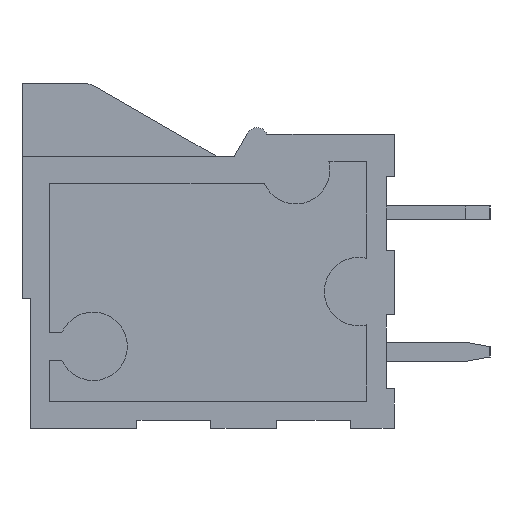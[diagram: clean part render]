
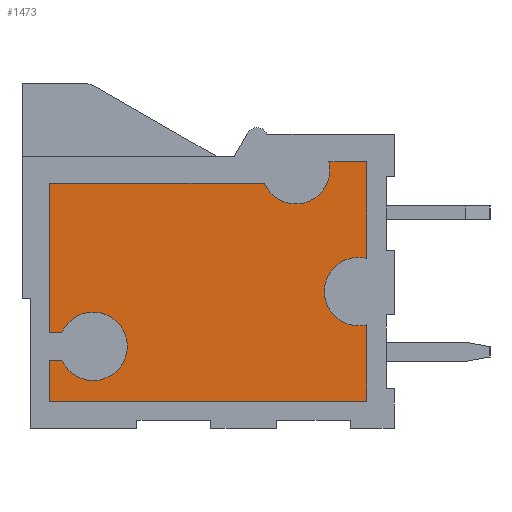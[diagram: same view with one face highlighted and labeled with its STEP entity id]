
A CAD part, left-side view. The second image highlights one B-rep face of the part: STEP entity #1473.
In plain terms, the highlighted planar face has unit normal (-1, 0, 0).
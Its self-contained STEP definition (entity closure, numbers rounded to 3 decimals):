
#71 = EDGE_CURVE('',#72,#74,#76,.T.);
#72 = VERTEX_POINT('',#73);
#73 = CARTESIAN_POINT('',(1.5,12.146,-10.1));
#74 = VERTEX_POINT('',#75);
#75 = CARTESIAN_POINT('',(1.5,11.,-10.85));
#76 = CIRCLE('',#77,1.25);
#77 = AXIS2_PLACEMENT_3D('',#78,#79,#80);
#78 = CARTESIAN_POINT('',(1.5,11.,-9.6));
#79 = DIRECTION('',(-1.,0.,0.));
#80 = DIRECTION('',(0.,0.,1.));
#114 = EDGE_CURVE('',#74,#115,#117,.T.);
#115 = VERTEX_POINT('',#116);
#116 = CARTESIAN_POINT('',(1.5,11.,-8.35));
#117 = CIRCLE('',#118,1.25);
#118 = AXIS2_PLACEMENT_3D('',#119,#120,#121);
#119 = CARTESIAN_POINT('',(1.5,11.,-9.6));
#120 = DIRECTION('',(-1.,0.,0.));
#121 = DIRECTION('',(0.,0.,1.));
#146 = EDGE_CURVE('',#147,#149,#151,.T.);
#147 = VERTEX_POINT('',#148);
#148 = CARTESIAN_POINT('',(1.5,1.3,-6.35));
#149 = VERTEX_POINT('',#150);
#150 = CARTESIAN_POINT('',(1.5,1.3,-8.85));
#151 = CIRCLE('',#152,1.25);
#152 = AXIS2_PLACEMENT_3D('',#153,#154,#155);
#153 = CARTESIAN_POINT('',(1.5,1.3,-7.6));
#154 = DIRECTION('',(-1.,0.,0.));
#155 = DIRECTION('',(0.,0.,1.));
#188 = EDGE_CURVE('',#189,#147,#191,.T.);
#189 = VERTEX_POINT('',#190);
#190 = CARTESIAN_POINT('',(1.5,1.,-6.387));
#191 = CIRCLE('',#192,1.25);
#192 = AXIS2_PLACEMENT_3D('',#193,#194,#195);
#193 = CARTESIAN_POINT('',(1.5,1.3,-7.6));
#194 = DIRECTION('',(-1.,0.,0.));
#195 = DIRECTION('',(0.,0.,1.));
#1201 = EDGE_CURVE('',#149,#1202,#1204,.T.);
#1202 = VERTEX_POINT('',#1203);
#1203 = CARTESIAN_POINT('',(1.5,1.,-8.813));
#1204 = CIRCLE('',#1205,1.25);
#1205 = AXIS2_PLACEMENT_3D('',#1206,#1207,#1208);
#1206 = CARTESIAN_POINT('',(1.5,1.3,-7.6));
#1207 = DIRECTION('',(-1.,0.,0.));
#1208 = DIRECTION('',(0.,0.,1.));
#1227 = EDGE_CURVE('',#1228,#1202,#1230,.T.);
#1228 = VERTEX_POINT('',#1229);
#1229 = CARTESIAN_POINT('',(1.5,1.,-11.6));
#1230 = LINE('',#1231,#1232);
#1231 = CARTESIAN_POINT('',(1.5,1.,0.));
#1232 = VECTOR('',#1233,1.);
#1233 = DIRECTION('',(0.,0.,1.));
#1251 = EDGE_CURVE('',#1252,#1228,#1254,.T.);
#1252 = VERTEX_POINT('',#1253);
#1253 = CARTESIAN_POINT('',(1.5,12.6,-11.6));
#1254 = LINE('',#1255,#1256);
#1255 = CARTESIAN_POINT('',(1.5,0.,-11.6));
#1256 = VECTOR('',#1257,1.);
#1257 = DIRECTION('',(0.,-1.,0.));
#1275 = EDGE_CURVE('',#1252,#1276,#1278,.T.);
#1276 = VERTEX_POINT('',#1277);
#1277 = CARTESIAN_POINT('',(1.5,12.6,-10.1));
#1278 = LINE('',#1279,#1280);
#1279 = CARTESIAN_POINT('',(1.5,12.6,0.));
#1280 = VECTOR('',#1281,1.);
#1281 = DIRECTION('',(0.,0.,1.));
#1299 = EDGE_CURVE('',#1276,#72,#1300,.T.);
#1300 = LINE('',#1301,#1302);
#1301 = CARTESIAN_POINT('',(1.5,0.,-10.1));
#1302 = VECTOR('',#1303,1.);
#1303 = DIRECTION('',(0.,-1.,0.));
#1315 = EDGE_CURVE('',#115,#1316,#1318,.T.);
#1316 = VERTEX_POINT('',#1317);
#1317 = CARTESIAN_POINT('',(1.5,12.146,-9.1));
#1318 = CIRCLE('',#1319,1.25);
#1319 = AXIS2_PLACEMENT_3D('',#1320,#1321,#1322);
#1320 = CARTESIAN_POINT('',(1.5,11.,-9.6));
#1321 = DIRECTION('',(-1.,0.,0.));
#1322 = DIRECTION('',(0.,0.,1.));
#1341 = EDGE_CURVE('',#1342,#1316,#1344,.T.);
#1342 = VERTEX_POINT('',#1343);
#1343 = CARTESIAN_POINT('',(1.5,12.6,-9.1));
#1344 = LINE('',#1345,#1346);
#1345 = CARTESIAN_POINT('',(1.5,0.,-9.1));
#1346 = VECTOR('',#1347,1.);
#1347 = DIRECTION('',(0.,-1.,0.));
#1365 = EDGE_CURVE('',#1342,#1366,#1368,.T.);
#1366 = VERTEX_POINT('',#1367);
#1367 = CARTESIAN_POINT('',(1.5,12.6,-3.65));
#1368 = LINE('',#1369,#1370);
#1369 = CARTESIAN_POINT('',(1.5,12.6,0.));
#1370 = VECTOR('',#1371,1.);
#1371 = DIRECTION('',(0.,0.,1.));
#1389 = EDGE_CURVE('',#1390,#1366,#1392,.T.);
#1390 = VERTEX_POINT('',#1391);
#1391 = CARTESIAN_POINT('',(1.5,4.746,-3.65));
#1392 = LINE('',#1393,#1394);
#1393 = CARTESIAN_POINT('',(1.5,0.,-3.65));
#1394 = VECTOR('',#1395,1.);
#1395 = DIRECTION('',(0.,1.,0.));
#1413 = EDGE_CURVE('',#1390,#1414,#1416,.T.);
#1414 = VERTEX_POINT('',#1415);
#1415 = CARTESIAN_POINT('',(1.5,2.387,-2.85));
#1416 = CIRCLE('',#1417,1.25);
#1417 = AXIS2_PLACEMENT_3D('',#1418,#1419,#1420);
#1418 = CARTESIAN_POINT('',(1.5,3.6,-3.15));
#1419 = DIRECTION('',(-1.,0.,0.));
#1420 = DIRECTION('',(0.,0.,1.));
#1438 = EDGE_CURVE('',#1414,#1439,#1441,.T.);
#1439 = VERTEX_POINT('',#1440);
#1440 = CARTESIAN_POINT('',(1.5,1.,-2.85));
#1441 = LINE('',#1442,#1443);
#1442 = CARTESIAN_POINT('',(1.5,0.,-2.85));
#1443 = VECTOR('',#1444,1.);
#1444 = DIRECTION('',(0.,-1.,0.));
#1462 = EDGE_CURVE('',#189,#1439,#1463,.T.);
#1463 = LINE('',#1464,#1465);
#1464 = CARTESIAN_POINT('',(1.5,1.,0.));
#1465 = VECTOR('',#1466,1.);
#1466 = DIRECTION('',(0.,0.,1.));
#1473 = ADVANCED_FACE('',(#1474),#1492,.T.);
#1474 = FACE_BOUND('',#1475,.T.);
#1475 = EDGE_LOOP('',(#1476,#1477,#1478,#1479,#1480,#1481,#1482,#1483,
    #1484,#1485,#1486,#1487,#1488,#1489,#1490,#1491));
#1476 = ORIENTED_EDGE('',*,*,#188,.F.);
#1477 = ORIENTED_EDGE('',*,*,#1462,.T.);
#1478 = ORIENTED_EDGE('',*,*,#1438,.F.);
#1479 = ORIENTED_EDGE('',*,*,#1413,.F.);
#1480 = ORIENTED_EDGE('',*,*,#1389,.T.);
#1481 = ORIENTED_EDGE('',*,*,#1365,.F.);
#1482 = ORIENTED_EDGE('',*,*,#1341,.T.);
#1483 = ORIENTED_EDGE('',*,*,#1315,.F.);
#1484 = ORIENTED_EDGE('',*,*,#114,.F.);
#1485 = ORIENTED_EDGE('',*,*,#71,.F.);
#1486 = ORIENTED_EDGE('',*,*,#1299,.F.);
#1487 = ORIENTED_EDGE('',*,*,#1275,.F.);
#1488 = ORIENTED_EDGE('',*,*,#1251,.T.);
#1489 = ORIENTED_EDGE('',*,*,#1227,.T.);
#1490 = ORIENTED_EDGE('',*,*,#1201,.F.);
#1491 = ORIENTED_EDGE('',*,*,#146,.F.);
#1492 = PLANE('',#1493);
#1493 = AXIS2_PLACEMENT_3D('',#1494,#1495,#1496);
#1494 = CARTESIAN_POINT('',(1.5,0.,0.));
#1495 = DIRECTION('',(-1.,0.,0.));
#1496 = DIRECTION('',(0.,0.,1.));
